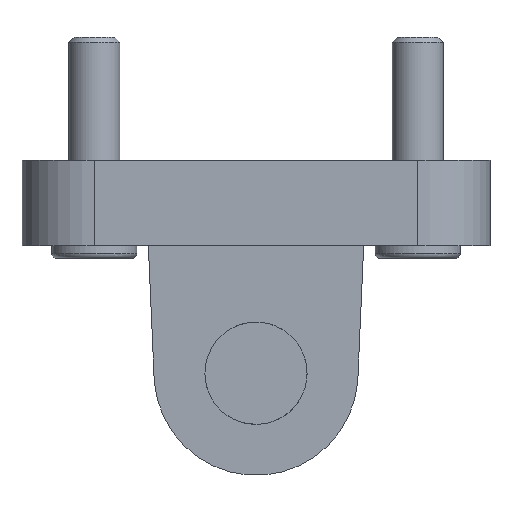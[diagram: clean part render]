
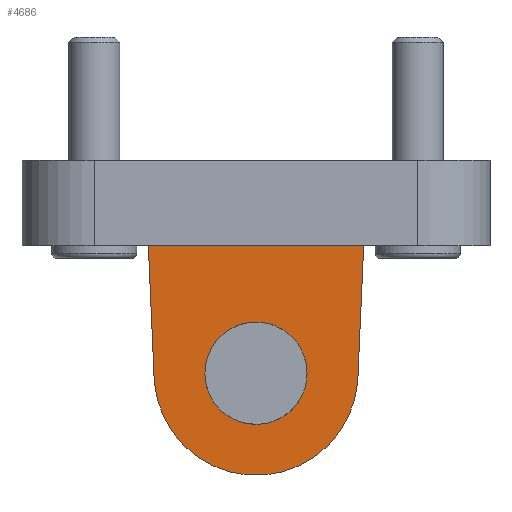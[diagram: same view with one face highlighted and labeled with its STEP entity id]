
A CAD part, left-side view. The second image highlights one B-rep face of the part: STEP entity #4686.
In plain terms, the highlighted face is planar.
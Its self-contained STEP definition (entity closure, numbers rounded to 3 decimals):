
#143 = CARTESIAN_POINT ( 'NONE',  ( 21.978, 5.243, -20. ) ) ;
#167 = CIRCLE ( 'NONE', #4374, 12. ) ;
#255 = DIRECTION ( 'NONE',  ( 1., 0., 0. ) ) ;
#325 = B_SPLINE_CURVE_WITH_KNOTS ( 'NONE', 3,
 ( #4590, #2509, #3439, #4177, #412, #5075, #4676, #4257, #3012, #4981, #4249, #802, #2968, #2537, #3806, #5126, #1314, #4230, #1288, #3065, #536, #2232, #143, #1814, #3516, #1252, #4619, #2944, #842, #2123, #3818, #1700, #2982, #3406 ),
 .UNSPECIFIED., .T., .F.,
 ( 4, 2, 2, 2, 2, 2, 2, 2, 2, 2, 2, 2, 2, 2, 2, 2, 4 ),
 ( 0., 0.393, 0.785, 1.178, 1.571, 1.963, 2.356, 2.749, 3.142, 3.534, 3.927, 4.32, 4.712, 5.105, 5.498, 5.89, 6.283 ),
 .UNSPECIFIED. ) ;
#412 = CARTESIAN_POINT ( 'NONE',  ( 29.798, -3.687, -20. ) ) ;
#438 = VERTEX_POINT ( 'NONE', #5150 ) ;
#536 = CARTESIAN_POINT ( 'NONE',  ( 20.202, 3.687, -20. ) ) ;
#611 = EDGE_CURVE ( 'NONE', #2526, #808, #2718, .T. ) ;
#802 = CARTESIAN_POINT ( 'NONE',  ( 21.978, -5.243, -20. ) ) ;
#808 = VERTEX_POINT ( 'NONE', #4321 ) ;
#822 = DIRECTION ( 'NONE',  ( 0., 0., 1. ) ) ;
#842 = CARTESIAN_POINT ( 'NONE',  ( 28.687, 4.798, -20. ) ) ;
#895 = VERTEX_POINT ( 'NONE', #1144 ) ;
#903 = ORIENTED_EDGE ( 'NONE', *, *, #2076, .F. ) ;
#957 = CARTESIAN_POINT ( 'NONE',  ( 10., -12.655, -20. ) ) ;
#981 = EDGE_LOOP ( 'NONE', ( #1491, #903, #4706, #1991 ) ) ;
#1144 = CARTESIAN_POINT ( 'NONE',  ( 26.046, -11.954, -20. ) ) ;
#1239 = CARTESIAN_POINT ( 'NONE',  ( 31., 0., -20. ) ) ;
#1252 = CARTESIAN_POINT ( 'NONE',  ( 25.785, 6., -20. ) ) ;
#1288 = CARTESIAN_POINT ( 'NONE',  ( 19.156, 1.57, -20. ) ) ;
#1314 = CARTESIAN_POINT ( 'NONE',  ( 19., -0.785, -20. ) ) ;
#1322 = EDGE_LOOP ( 'NONE', ( #5301 ) ) ;
#1491 = ORIENTED_EDGE ( 'NONE', *, *, #4155, .F. ) ;
#1576 = VERTEX_POINT ( 'NONE', #1239 ) ;
#1638 = VECTOR ( 'NONE', #3610, 1000. ) ;
#1700 = CARTESIAN_POINT ( 'NONE',  ( 30.844, 1.57, -20. ) ) ;
#1746 = CARTESIAN_POINT ( 'NONE',  ( 25., 0., -20. ) ) ;
#1814 = CARTESIAN_POINT ( 'NONE',  ( 23.43, 5.844, -20. ) ) ;
#1830 = CARTESIAN_POINT ( 'NONE',  ( 10., 12.655, -20. ) ) ;
#1865 = CARTESIAN_POINT ( 'NONE',  ( 25., 0., -20. ) ) ;
#1949 = FACE_BOUND ( 'NONE', #1322, .T. ) ;
#1991 = ORIENTED_EDGE ( 'NONE', *, *, #611, .F. ) ;
#2076 = EDGE_CURVE ( 'NONE', #895, #438, #167, .T. ) ;
#2103 = DIRECTION ( 'NONE',  ( 0.087, -0.996, 0. ) ) ;
#2123 = CARTESIAN_POINT ( 'NONE',  ( 29.798, 3.687, -20. ) ) ;
#2190 = LINE ( 'NONE', #4057, #1638 ) ;
#2232 = CARTESIAN_POINT ( 'NONE',  ( 21.313, 4.798, -20. ) ) ;
#2265 = VECTOR ( 'NONE', #3403, 1000. ) ;
#2292 = FACE_OUTER_BOUND ( 'NONE', #981, .T. ) ;
#2503 = AXIS2_PLACEMENT_3D ( 'NONE', #1865, #4805, #255 ) ;
#2509 = CARTESIAN_POINT ( 'NONE',  ( 31., -0.785, -20. ) ) ;
#2526 = VERTEX_POINT ( 'NONE', #4339 ) ;
#2537 = CARTESIAN_POINT ( 'NONE',  ( 20.202, -3.687, -20. ) ) ;
#2585 = EDGE_CURVE ( 'NONE', #808, #895, #4724, .T. ) ;
#2718 = LINE ( 'NONE', #1830, #3760 ) ;
#2944 = CARTESIAN_POINT ( 'NONE',  ( 28.022, 5.243, -20. ) ) ;
#2968 = CARTESIAN_POINT ( 'NONE',  ( 21.313, -4.798, -20. ) ) ;
#2982 = CARTESIAN_POINT ( 'NONE',  ( 31., 0.785, -20. ) ) ;
#3012 = CARTESIAN_POINT ( 'NONE',  ( 25.785, -6., -20. ) ) ;
#3065 = CARTESIAN_POINT ( 'NONE',  ( 19.757, 3.022, -20. ) ) ;
#3079 = DIRECTION ( 'NONE',  ( 0., -1., 0. ) ) ;
#3403 = DIRECTION ( 'NONE',  ( 0.999, 0.044, 0. ) ) ;
#3406 = CARTESIAN_POINT ( 'NONE',  ( 31., 0., -20. ) ) ;
#3439 = CARTESIAN_POINT ( 'NONE',  ( 30.844, -1.57, -20. ) ) ;
#3516 = CARTESIAN_POINT ( 'NONE',  ( 24.215, 6., -20. ) ) ;
#3610 = DIRECTION ( 'NONE',  ( -0.999, 0.044, 0. ) ) ;
#3712 = EDGE_CURVE ( 'NONE', #1576, #1576, #325, .T. ) ;
#3760 = VECTOR ( 'NONE', #3079, 1000. ) ;
#3806 = CARTESIAN_POINT ( 'NONE',  ( 19.757, -3.022, -20. ) ) ;
#3818 = CARTESIAN_POINT ( 'NONE',  ( 30.243, 3.022, -20. ) ) ;
#4057 = CARTESIAN_POINT ( 'NONE',  ( 26.046, 11.954, -20. ) ) ;
#4155 = EDGE_CURVE ( 'NONE', #438, #2526, #2190, .T. ) ;
#4177 = CARTESIAN_POINT ( 'NONE',  ( 30.243, -3.022, -20. ) ) ;
#4230 = CARTESIAN_POINT ( 'NONE',  ( 19., 0.785, -20. ) ) ;
#4249 = CARTESIAN_POINT ( 'NONE',  ( 23.43, -5.844, -20. ) ) ;
#4257 = CARTESIAN_POINT ( 'NONE',  ( 26.57, -5.844, -20. ) ) ;
#4321 = CARTESIAN_POINT ( 'NONE',  ( 10., -12.655, -20. ) ) ;
#4339 = CARTESIAN_POINT ( 'NONE',  ( 10., 12.655, -20. ) ) ;
#4374 = AXIS2_PLACEMENT_3D ( 'NONE', #1746, #822, #2103 ) ;
#4590 = CARTESIAN_POINT ( 'NONE',  ( 31., 0., -20. ) ) ;
#4619 = CARTESIAN_POINT ( 'NONE',  ( 26.57, 5.844, -20. ) ) ;
#4676 = CARTESIAN_POINT ( 'NONE',  ( 28.022, -5.243, -20. ) ) ;
#4686 = ADVANCED_FACE ( 'NONE', ( #1949, #2292 ), #4771, .F. ) ;
#4706 = ORIENTED_EDGE ( 'NONE', *, *, #2585, .F. ) ;
#4724 = LINE ( 'NONE', #957, #2265 ) ;
#4771 = PLANE ( 'NONE',  #2503 ) ;
#4805 = DIRECTION ( 'NONE',  ( 0., 0., 1. ) ) ;
#4981 = CARTESIAN_POINT ( 'NONE',  ( 24.215, -6., -20. ) ) ;
#5075 = CARTESIAN_POINT ( 'NONE',  ( 28.687, -4.798, -20. ) ) ;
#5126 = CARTESIAN_POINT ( 'NONE',  ( 19.156, -1.57, -20. ) ) ;
#5150 = CARTESIAN_POINT ( 'NONE',  ( 26.046, 11.954, -20. ) ) ;
#5301 = ORIENTED_EDGE ( 'NONE', *, *, #3712, .F. ) ;
